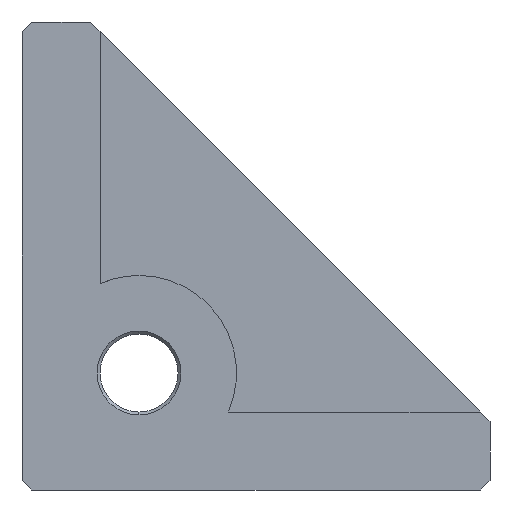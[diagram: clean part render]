
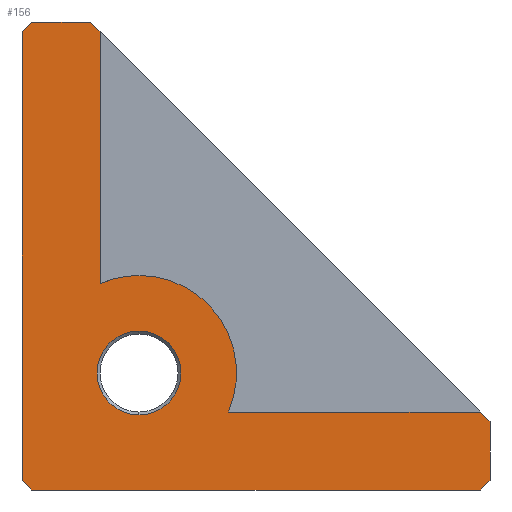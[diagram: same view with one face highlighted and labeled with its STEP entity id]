
A CAD part, left-side view. The second image highlights one B-rep face of the part: STEP entity #156.
In plain terms, the highlighted planar face has unit normal (-1, 0, 0).
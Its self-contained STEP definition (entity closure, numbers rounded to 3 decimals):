
#156=ADVANCED_FACE('',(#311,#312),#313,.T.);
#311=FACE_BOUND('',#460,.T.);
#312=FACE_OUTER_BOUND('',#461,.T.);
#313=PLANE('',#462);
#460=EDGE_LOOP('',(#859,#860));
#461=EDGE_LOOP('',(#861,#862,#863,#864,#865,#866,#867,#868,#869,#870,#871,#872,#873));
#462=AXIS2_PLACEMENT_3D('',#874,#875,#876);
#859=ORIENTED_EDGE('',*,*,#927,.T.);
#860=ORIENTED_EDGE('',*,*,#993,.T.);
#861=ORIENTED_EDGE('',*,*,#914,.F.);
#862=ORIENTED_EDGE('',*,*,#1016,.F.);
#863=ORIENTED_EDGE('',*,*,#1051,.F.);
#864=ORIENTED_EDGE('',*,*,#1024,.F.);
#865=ORIENTED_EDGE('',*,*,#1028,.F.);
#866=ORIENTED_EDGE('',*,*,#1032,.F.);
#867=ORIENTED_EDGE('',*,*,#1036,.F.);
#868=ORIENTED_EDGE('',*,*,#1040,.F.);
#869=ORIENTED_EDGE('',*,*,#1044,.F.);
#870=ORIENTED_EDGE('',*,*,#1048,.F.);
#871=ORIENTED_EDGE('',*,*,#1053,.F.);
#872=ORIENTED_EDGE('',*,*,#1055,.F.);
#873=ORIENTED_EDGE('',*,*,#1000,.F.);
#874=CARTESIAN_POINT('',(-6.5,-7.793,7.793));
#875=DIRECTION('',(-1.0,0.0,0.0));
#876=DIRECTION('',(0.0,0.0,-1.0));
#914=EDGE_CURVE('',#1093,#1089,#1095,.T.);
#927=EDGE_CURVE('',#1112,#1114,#1116,.T.);
#993=EDGE_CURVE('',#1114,#1112,#1214,.T.);
#1000=EDGE_CURVE('',#1089,#1221,#1222,.T.);
#1016=EDGE_CURVE('',#1241,#1093,#1243,.T.);
#1024=EDGE_CURVE('',#1254,#1249,#1256,.T.);
#1028=EDGE_CURVE('',#1260,#1254,#1262,.T.);
#1032=EDGE_CURVE('',#1266,#1260,#1268,.T.);
#1036=EDGE_CURVE('',#1272,#1266,#1274,.T.);
#1040=EDGE_CURVE('',#1278,#1272,#1280,.T.);
#1044=EDGE_CURVE('',#1284,#1278,#1286,.T.);
#1048=EDGE_CURVE('',#1290,#1284,#1292,.T.);
#1051=EDGE_CURVE('',#1249,#1241,#1295,.T.);
#1053=EDGE_CURVE('',#1296,#1290,#1298,.T.);
#1055=EDGE_CURVE('',#1221,#1296,#1300,.T.);
#1089=VERTEX_POINT('',#1436);
#1093=VERTEX_POINT('',#1441);
#1095=CIRCLE('',#1444,5.0);
#1112=VERTEX_POINT('',#1465);
#1114=VERTEX_POINT('',#1468);
#1116=CIRCLE('',#1471,2.15);
#1214=CIRCLE('',#1601,2.15);
#1221=VERTEX_POINT('',#1608);
#1222=CIRCLE('',#1609,5.0);
#1241=VERTEX_POINT('',#1731);
#1243=LINE('',#1734,#1735);
#1249=VERTEX_POINT('',#1743);
#1254=VERTEX_POINT('',#1750);
#1256=LINE('',#1753,#1754);
#1260=VERTEX_POINT('',#1759);
#1262=LINE('',#1762,#1763);
#1266=VERTEX_POINT('',#1768);
#1268=LINE('',#1771,#1772);
#1272=VERTEX_POINT('',#1777);
#1274=LINE('',#1780,#1781);
#1278=VERTEX_POINT('',#1786);
#1280=LINE('',#1789,#1790);
#1284=VERTEX_POINT('',#1795);
#1286=LINE('',#1798,#1799);
#1290=VERTEX_POINT('',#1804);
#1292=LINE('',#1807,#1808);
#1295=LINE('',#1812,#1813);
#1296=VERTEX_POINT('',#1814);
#1298=LINE('',#1817,#1818);
#1300=LINE('',#1820,#1821);
#1436=CARTESIAN_POINT('',(-6.5,-6.0,11.0));
#1441=CARTESIAN_POINT('',(-6.5,-4.0,10.583));
#1444=AXIS2_PLACEMENT_3D('',#1859,#1860,#1861);
#1465=CARTESIAN_POINT('',(-6.5,-6.0,3.85));
#1468=CARTESIAN_POINT('',(-6.5,-6.0,8.15));
#1471=AXIS2_PLACEMENT_3D('',#1877,#1878,#1879);
#1601=AXIS2_PLACEMENT_3D('',#1960,#1961,#1962);
#1608=CARTESIAN_POINT('',(-6.5,-10.583,4.0));
#1609=AXIS2_PLACEMENT_3D('',#1972,#1973,#1974);
#1731=CARTESIAN_POINT('',(-6.5,-4.0,23.5));
#1734=CARTESIAN_POINT('',(-6.5,-4.0,23.5));
#1735=VECTOR('',#1988,1.0);
#1743=CARTESIAN_POINT('',(-6.5,-3.5,24.0));
#1750=CARTESIAN_POINT('',(-6.5,-0.5,24.0));
#1753=CARTESIAN_POINT('',(-6.5,-0.5,24.0));
#1754=VECTOR('',#1994,1.0);
#1759=CARTESIAN_POINT('',(-6.5,0.0,23.5));
#1762=CARTESIAN_POINT('',(-6.5,0.0,23.5));
#1763=VECTOR('',#1997,1.0);
#1768=CARTESIAN_POINT('',(-6.5,0.0,0.5));
#1771=CARTESIAN_POINT('',(-6.5,0.0,0.5));
#1772=VECTOR('',#2000,1.0);
#1777=CARTESIAN_POINT('',(-6.5,-0.5,0.0));
#1780=CARTESIAN_POINT('',(-6.5,-0.5,0.0));
#1781=VECTOR('',#2003,1.0);
#1786=CARTESIAN_POINT('',(-6.5,-23.5,0.0));
#1789=CARTESIAN_POINT('',(-6.5,-23.5,0.0));
#1790=VECTOR('',#2006,1.0);
#1795=CARTESIAN_POINT('',(-6.5,-24.0,0.5));
#1798=CARTESIAN_POINT('',(-6.5,-24.0,0.5));
#1799=VECTOR('',#2009,1.0);
#1804=CARTESIAN_POINT('',(-6.5,-24.0,3.5));
#1807=CARTESIAN_POINT('',(-6.5,-24.0,3.5));
#1808=VECTOR('',#2012,1.0);
#1812=CARTESIAN_POINT('',(-6.5,-3.5,24.0));
#1813=VECTOR('',#2014,1.0);
#1814=CARTESIAN_POINT('',(-6.5,-23.5,4.0));
#1817=CARTESIAN_POINT('',(-6.5,-23.5,4.0));
#1818=VECTOR('',#2016,1.0);
#1820=CARTESIAN_POINT('',(-6.5,-4.0,4.0));
#1821=VECTOR('',#2017,1.0);
#1859=CARTESIAN_POINT('',(-6.5,-6.0,6.0));
#1860=DIRECTION('',(1.0,0.0,0.0));
#1861=DIRECTION('',(0.0,0.0,-1.0));
#1877=CARTESIAN_POINT('',(-6.5,-6.0,6.0));
#1878=DIRECTION('',(1.0,-0.0,0.0));
#1879=DIRECTION('',(0.0,0.0,-1.0));
#1960=CARTESIAN_POINT('',(-6.5,-6.0,6.0));
#1961=DIRECTION('',(1.0,-0.0,0.0));
#1962=DIRECTION('',(0.0,0.0,-1.0));
#1972=CARTESIAN_POINT('',(-6.5,-6.0,6.0));
#1973=DIRECTION('',(1.0,0.0,0.0));
#1974=DIRECTION('',(0.0,0.0,-1.0));
#1988=DIRECTION('',(0.0,0.0,-1.0));
#1994=DIRECTION('',(0.0,-1.0,0.0));
#1997=DIRECTION('',(0.0,-0.707,0.707));
#2000=DIRECTION('',(0.0,-0.0,1.0));
#2003=DIRECTION('',(-0.0,0.707,0.707));
#2006=DIRECTION('',(0.0,1.0,-0.0));
#2009=DIRECTION('',(0.0,0.707,-0.707));
#2012=DIRECTION('',(0.0,0.0,-1.0));
#2014=DIRECTION('',(0.0,-0.707,-0.707));
#2016=DIRECTION('',(0.0,-0.707,-0.707));
#2017=DIRECTION('',(0.0,-1.0,0.0));
